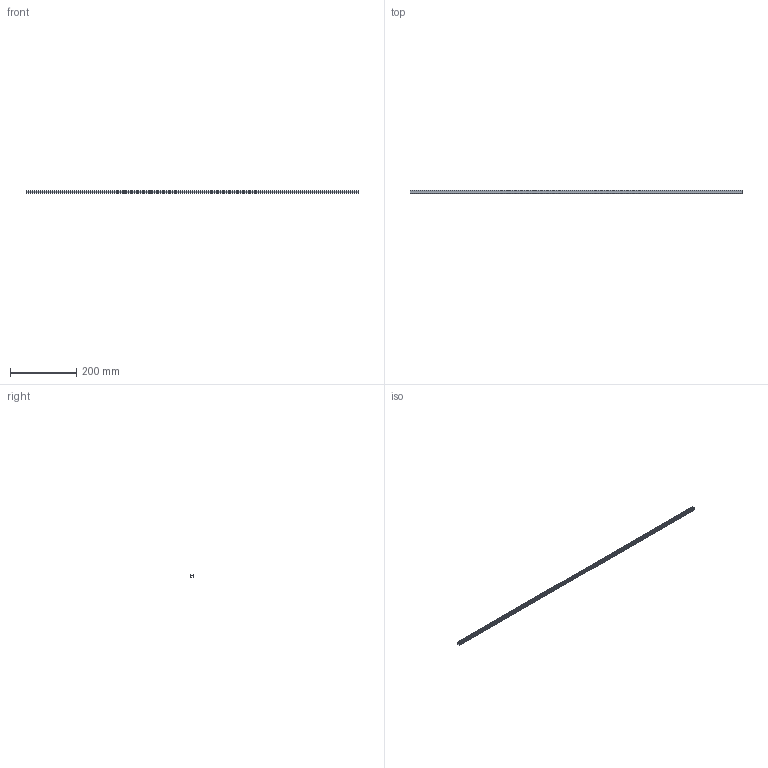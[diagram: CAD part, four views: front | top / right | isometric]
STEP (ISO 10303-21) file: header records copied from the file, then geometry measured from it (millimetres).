
FILE_DESCRIPTION(/* description */ ('MOUNTING RIM PROFILE'),/* implementation_level */ '2;1');
FILE_NAME(/* name */ '3842555274.stp',/* time_stamp */ '2026-03-17T09:36:32+01:00',/* author */ ('andreas.svensson'),/* organization */ (''),/* preprocessor_version */ 'ST-DEVELOPER v20.1',/* originating_system */ 'Autodesk Inventor 2026',/* authorisation */ '');
FILE_SCHEMA (('AUTOMOTIVE_DESIGN { 1 0 10303 214 3 1 1 }'));
Length unit declared in the file: millimetre
Products named in the file (1): 3842555274
Bounding box: 1000 x 9.6 x 8.82 mm (x, y, z)
Volume: 23307.1 mm3; surface area: 62955.3 mm2
Topology: 1 solids, 1 shells, 50 faces, 144 edges, 96 vertices
Faces by surface type: cylinder 26, plane 24
Entity records: 1712 total; most frequent: DIRECTION 298, CARTESIAN_POINT 291, ORIENTED_EDGE 288, EDGE_CURVE 144, AXIS2_PLACEMENT_3D 103, VERTEX_POINT 96, LINE 92, VECTOR 92
